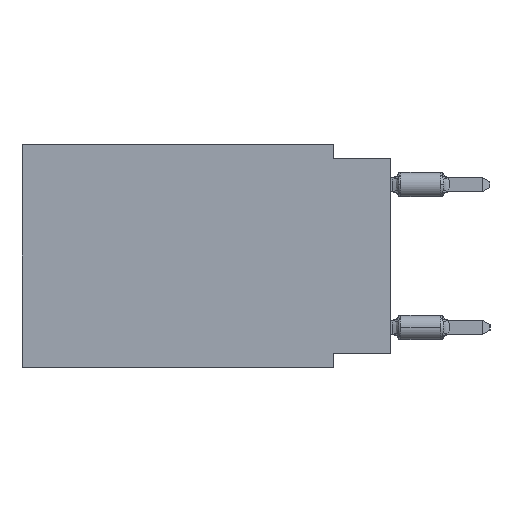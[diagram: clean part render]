
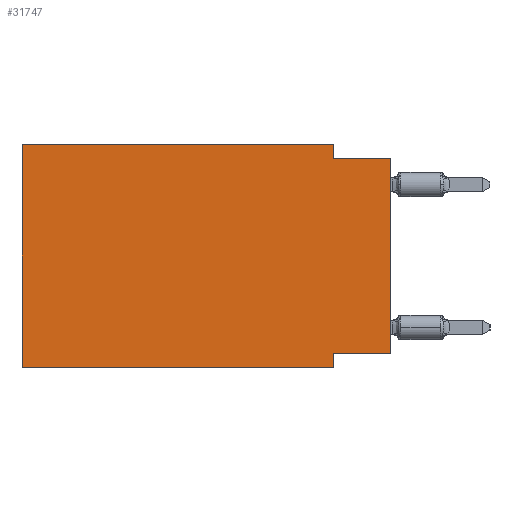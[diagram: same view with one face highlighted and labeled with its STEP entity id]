
A CAD part, left-side view. The second image highlights one B-rep face of the part: STEP entity #31747.
In plain terms, the highlighted planar face has unit normal (-1, 0, 0).
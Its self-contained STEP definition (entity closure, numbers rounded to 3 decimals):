
#354 = VECTOR ( 'NONE', #17163, 1000. ) ;
#688 = DIRECTION ( 'NONE',  ( 0., -1., 0. ) ) ;
#691 = VERTEX_POINT ( 'NONE', #1903 ) ;
#1295 = CARTESIAN_POINT ( 'NONE',  ( 0., 0., -9.271 ) ) ;
#1348 = ORIENTED_EDGE ( 'NONE', *, *, #5878, .F. ) ;
#1903 = CARTESIAN_POINT ( 'NONE',  ( 0., 0., -0.635 ) ) ;
#2654 = LINE ( 'NONE', #16984, #354 ) ;
#3126 = CARTESIAN_POINT ( 'NONE',  ( 0., 0., -0.635 ) ) ;
#4255 = VERTEX_POINT ( 'NONE', #19307 ) ;
#4336 = CARTESIAN_POINT ( 'NONE',  ( 0., 16.383, 0. ) ) ;
#4821 = DIRECTION ( 'NONE',  ( 0., 0., -1. ) ) ;
#5878 = EDGE_CURVE ( 'NONE', #22912, #4255, #6296, .T. ) ;
#5923 = DIRECTION ( 'NONE',  ( 0., -1., 0. ) ) ;
#6033 = VECTOR ( 'NONE', #5923, 1000. ) ;
#6296 = LINE ( 'NONE', #34757, #6033 ) ;
#6885 = VECTOR ( 'NONE', #25921, 1000. ) ;
#7049 = CARTESIAN_POINT ( 'NONE',  ( 0., 2.54, -9.906 ) ) ;
#7634 = CARTESIAN_POINT ( 'NONE',  ( 0., 2.54, 0. ) ) ;
#7714 = ORIENTED_EDGE ( 'NONE', *, *, #15533, .F. ) ;
#7973 = DIRECTION ( 'NONE',  ( 0., -1., 0. ) ) ;
#8550 = DIRECTION ( 'NONE',  ( 1., 0., 0. ) ) ;
#9836 = LINE ( 'NONE', #7049, #24138 ) ;
#9996 = ORIENTED_EDGE ( 'NONE', *, *, #26197, .T. ) ;
#10966 = PLANE ( 'NONE',  #24231 ) ;
#11914 = EDGE_CURVE ( 'NONE', #26407, #36255, #22101, .T. ) ;
#14750 = CARTESIAN_POINT ( 'NONE',  ( 0., 16.383, -9.906 ) ) ;
#15533 = EDGE_CURVE ( 'NONE', #26291, #36255, #9836, .T. ) ;
#16547 = CARTESIAN_POINT ( 'NONE',  ( 0., 2.54, -0.635 ) ) ;
#16984 = CARTESIAN_POINT ( 'NONE',  ( 0., 0., -9.271 ) ) ;
#17163 = DIRECTION ( 'NONE',  ( 0., 1., 0. ) ) ;
#17483 = VECTOR ( 'NONE', #4821, 1000. ) ;
#18269 = EDGE_CURVE ( 'NONE', #4255, #31732, #21773, .T. ) ;
#18672 = VECTOR ( 'NONE', #29651, 1000. ) ;
#19307 = CARTESIAN_POINT ( 'NONE',  ( 0., 2.54, 0. ) ) ;
#19896 = DIRECTION ( 'NONE',  ( 0., 0., -1. ) ) ;
#20964 = VERTEX_POINT ( 'NONE', #1295 ) ;
#21107 = CARTESIAN_POINT ( 'NONE',  ( 0., 0., 0. ) ) ;
#21181 = DIRECTION ( 'NONE',  ( 0., 0., -1. ) ) ;
#21496 = CARTESIAN_POINT ( 'NONE',  ( 0., 2.54, -9.271 ) ) ;
#21773 = LINE ( 'NONE', #7634, #17483 ) ;
#22101 = LINE ( 'NONE', #33446, #33931 ) ;
#22420 = ORIENTED_EDGE ( 'NONE', *, *, #33957, .F. ) ;
#22912 = VERTEX_POINT ( 'NONE', #4336 ) ;
#23087 = EDGE_CURVE ( 'NONE', #26407, #22912, #28897, .T. ) ;
#23097 = EDGE_CURVE ( 'NONE', #20964, #26291, #2654, .T. ) ;
#24138 = VECTOR ( 'NONE', #21181, 1000. ) ;
#24231 = AXIS2_PLACEMENT_3D ( 'NONE', #25851, #8550, #19896 ) ;
#24324 = EDGE_LOOP ( 'NONE', ( #9996, #22420, #33048, #1348, #29577, #24468, #7714, #36498 ) ) ;
#24468 = ORIENTED_EDGE ( 'NONE', *, *, #11914, .T. ) ;
#25851 = CARTESIAN_POINT ( 'NONE',  ( 0., 16.383, 0. ) ) ;
#25921 = DIRECTION ( 'NONE',  ( 0., 0., 1. ) ) ;
#26185 = LINE ( 'NONE', #3126, #35112 ) ;
#26197 = EDGE_CURVE ( 'NONE', #20964, #691, #29479, .T. ) ;
#26291 = VERTEX_POINT ( 'NONE', #21496 ) ;
#26407 = VERTEX_POINT ( 'NONE', #14750 ) ;
#26534 = CARTESIAN_POINT ( 'NONE',  ( 0., 2.54, -9.906 ) ) ;
#28635 = FACE_OUTER_BOUND ( 'NONE', #24324, .T. ) ;
#28897 = LINE ( 'NONE', #34462, #6885 ) ;
#29479 = LINE ( 'NONE', #21107, #18672 ) ;
#29577 = ORIENTED_EDGE ( 'NONE', *, *, #23087, .F. ) ;
#29651 = DIRECTION ( 'NONE',  ( 0., 0., 1. ) ) ;
#31732 = VERTEX_POINT ( 'NONE', #16547 ) ;
#31747 = ADVANCED_FACE ( 'NONE', ( #28635 ), #10966, .F. ) ;
#33048 = ORIENTED_EDGE ( 'NONE', *, *, #18269, .F. ) ;
#33446 = CARTESIAN_POINT ( 'NONE',  ( 0., 16.383, -9.906 ) ) ;
#33931 = VECTOR ( 'NONE', #7973, 1000. ) ;
#33957 = EDGE_CURVE ( 'NONE', #31732, #691, #26185, .T. ) ;
#34462 = CARTESIAN_POINT ( 'NONE',  ( 0., 16.383, 0. ) ) ;
#34757 = CARTESIAN_POINT ( 'NONE',  ( 0., 16.383, 0. ) ) ;
#35112 = VECTOR ( 'NONE', #688, 1000. ) ;
#36255 = VERTEX_POINT ( 'NONE', #26534 ) ;
#36498 = ORIENTED_EDGE ( 'NONE', *, *, #23097, .F. ) ;
